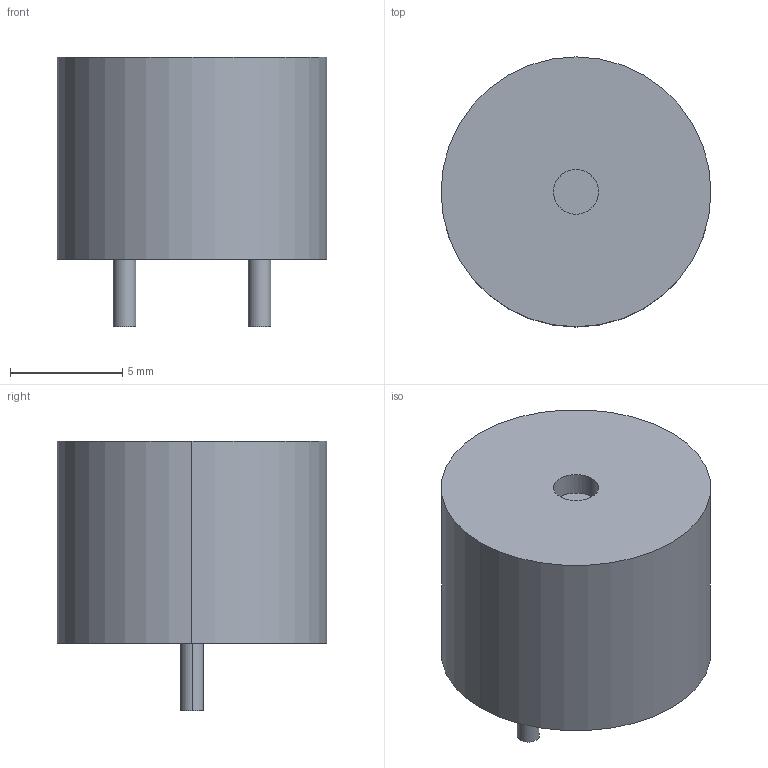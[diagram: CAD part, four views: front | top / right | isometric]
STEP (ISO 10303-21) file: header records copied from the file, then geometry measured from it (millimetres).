
FILE_DESCRIPTION (( 'STEP AP214' ), '1' );
FILE_NAME ('buzzer.step', '2019-08-04T08:22:34', ( '' ), ( '' ), 'SwSTEP 2.0', 'SolidWorks 2018', '' );
FILE_SCHEMA (( 'AUTOMOTIVE_DESIGN' ));
Length unit declared in the file: millimetre
Products named in the file (1): buzzer
Bounding box: 12 x 12 x 12 mm (x, y, z)
Volume: 580.8 mm3; surface area: 1207.9 mm2
Topology: 4 solids, 4 shells, 26 faces, 44 edges, 30 vertices
Faces by surface type: cylinder 14, plane 12
Entity records: 695 total; most frequent: DIRECTION 128, CARTESIAN_POINT 101, ORIENTED_EDGE 88, AXIS2_PLACEMENT_3D 57, EDGE_CURVE 44, CIRCLE 30, EDGE_LOOP 30, VERTEX_POINT 30
